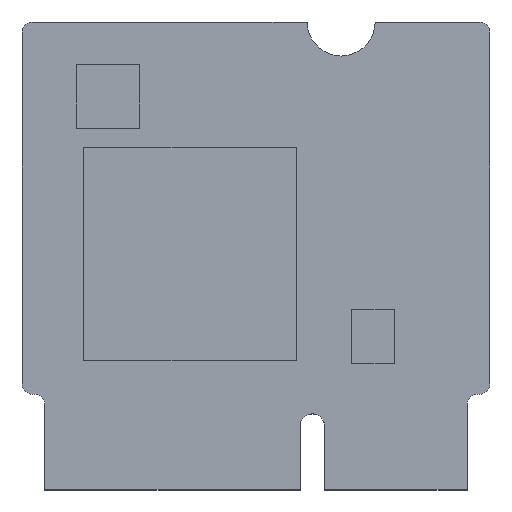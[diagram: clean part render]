
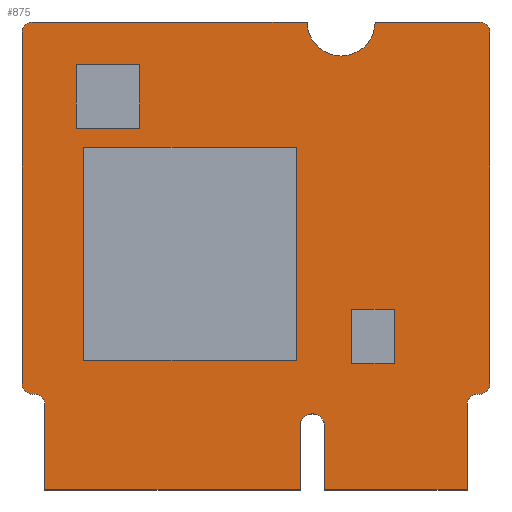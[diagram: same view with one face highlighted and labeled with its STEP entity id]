
A CAD part, top view. The second image highlights one B-rep face of the part: STEP entity #875.
In plain terms, the highlighted planar face has unit normal (0, 0, 1).
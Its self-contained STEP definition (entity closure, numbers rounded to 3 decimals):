
#15=FACE_BOUND('',#137,.T.);
#16=FACE_BOUND('',#138,.T.);
#17=FACE_BOUND('',#139,.T.);
#20=CIRCLE('',#917,0.5);
#22=CIRCLE('',#921,0.5);
#24=CIRCLE('',#925,1.6);
#26=CIRCLE('',#929,0.5);
#28=CIRCLE('',#933,0.5);
#30=CIRCLE('',#937,0.5);
#32=CIRCLE('',#943,0.575);
#34=CIRCLE('',#949,0.5);
#89=FACE_OUTER_BOUND('',#136,.T.);
#136=EDGE_LOOP('',(#731,#732,#733,#734,#735,#736,#737,#738,#739,#740,#741,
#742,#743,#744,#745,#746,#747,#748,#749,#750));
#137=EDGE_LOOP('',(#751,#752,#753,#754));
#138=EDGE_LOOP('',(#755,#756,#757,#758));
#139=EDGE_LOOP('',(#759,#760,#761,#762));
#167=LINE('',#1240,#271);
#171=LINE('',#1248,#275);
#174=LINE('',#1254,#278);
#177=LINE('',#1259,#281);
#179=LINE('',#1265,#283);
#183=LINE('',#1273,#287);
#186=LINE('',#1279,#290);
#189=LINE('',#1284,#293);
#191=LINE('',#1290,#295);
#195=LINE('',#1298,#299);
#198=LINE('',#1304,#302);
#201=LINE('',#1309,#305);
#205=LINE('',#1323,#309);
#209=LINE('',#1335,#313);
#213=LINE('',#1347,#317);
#217=LINE('',#1359,#321);
#221=LINE('',#1371,#325);
#225=LINE('',#1383,#329);
#228=LINE('',#1389,#332);
#231=LINE('',#1395,#335);
#235=LINE('',#1407,#339);
#238=LINE('',#1413,#342);
#241=LINE('',#1419,#345);
#245=LINE('',#1430,#349);
#271=VECTOR('',#1002,10.);
#275=VECTOR('',#1008,10.);
#278=VECTOR('',#1013,10.);
#281=VECTOR('',#1018,10.);
#283=VECTOR('',#1024,10.);
#287=VECTOR('',#1030,10.);
#290=VECTOR('',#1035,10.);
#293=VECTOR('',#1040,10.);
#295=VECTOR('',#1046,10.);
#299=VECTOR('',#1052,10.);
#302=VECTOR('',#1057,10.);
#305=VECTOR('',#1062,10.);
#309=VECTOR('',#1076,10.);
#313=VECTOR('',#1088,10.);
#317=VECTOR('',#1100,10.);
#321=VECTOR('',#1112,10.);
#325=VECTOR('',#1124,10.);
#329=VECTOR('',#1136,10.);
#332=VECTOR('',#1141,10.);
#335=VECTOR('',#1146,10.);
#339=VECTOR('',#1158,10.);
#342=VECTOR('',#1163,10.);
#345=VECTOR('',#1168,10.);
#349=VECTOR('',#1180,10.);
#367=VERTEX_POINT('',#1238);
#368=VERTEX_POINT('',#1239);
#371=VERTEX_POINT('',#1247);
#373=VERTEX_POINT('',#1253);
#375=VERTEX_POINT('',#1263);
#376=VERTEX_POINT('',#1264);
#379=VERTEX_POINT('',#1272);
#381=VERTEX_POINT('',#1278);
#383=VERTEX_POINT('',#1288);
#384=VERTEX_POINT('',#1289);
#387=VERTEX_POINT('',#1297);
#389=VERTEX_POINT('',#1303);
#391=VERTEX_POINT('',#1313);
#392=VERTEX_POINT('',#1314);
#395=VERTEX_POINT('',#1322);
#397=VERTEX_POINT('',#1328);
#399=VERTEX_POINT('',#1334);
#401=VERTEX_POINT('',#1340);
#403=VERTEX_POINT('',#1346);
#405=VERTEX_POINT('',#1352);
#407=VERTEX_POINT('',#1358);
#409=VERTEX_POINT('',#1364);
#411=VERTEX_POINT('',#1370);
#413=VERTEX_POINT('',#1376);
#415=VERTEX_POINT('',#1382);
#417=VERTEX_POINT('',#1388);
#419=VERTEX_POINT('',#1394);
#421=VERTEX_POINT('',#1400);
#423=VERTEX_POINT('',#1406);
#425=VERTEX_POINT('',#1412);
#427=VERTEX_POINT('',#1418);
#429=VERTEX_POINT('',#1424);
#455=EDGE_CURVE('',#367,#368,#167,.T.);
#459=EDGE_CURVE('',#368,#371,#171,.T.);
#462=EDGE_CURVE('',#371,#373,#174,.T.);
#465=EDGE_CURVE('',#373,#367,#177,.T.);
#467=EDGE_CURVE('',#375,#376,#179,.T.);
#471=EDGE_CURVE('',#376,#379,#183,.T.);
#474=EDGE_CURVE('',#379,#381,#186,.T.);
#477=EDGE_CURVE('',#381,#375,#189,.T.);
#479=EDGE_CURVE('',#383,#384,#191,.T.);
#483=EDGE_CURVE('',#384,#387,#195,.T.);
#486=EDGE_CURVE('',#387,#389,#198,.T.);
#489=EDGE_CURVE('',#389,#383,#201,.T.);
#491=EDGE_CURVE('',#391,#392,#20,.T.);
#495=EDGE_CURVE('',#395,#392,#205,.T.);
#498=EDGE_CURVE('',#395,#397,#22,.T.);
#501=EDGE_CURVE('',#399,#397,#209,.T.);
#504=EDGE_CURVE('',#401,#399,#24,.T.);
#507=EDGE_CURVE('',#403,#401,#213,.T.);
#510=EDGE_CURVE('',#403,#405,#26,.T.);
#513=EDGE_CURVE('',#405,#407,#217,.T.);
#516=EDGE_CURVE('',#407,#409,#28,.T.);
#519=EDGE_CURVE('',#409,#411,#221,.T.);
#522=EDGE_CURVE('',#413,#411,#30,.T.);
#525=EDGE_CURVE('',#415,#413,#225,.T.);
#528=EDGE_CURVE('',#415,#417,#228,.T.);
#531=EDGE_CURVE('',#417,#419,#231,.T.);
#534=EDGE_CURVE('',#421,#419,#32,.T.);
#537=EDGE_CURVE('',#423,#421,#235,.T.);
#540=EDGE_CURVE('',#425,#423,#238,.T.);
#543=EDGE_CURVE('',#425,#427,#241,.T.);
#546=EDGE_CURVE('',#429,#427,#34,.T.);
#549=EDGE_CURVE('',#429,#391,#245,.T.);
#731=ORIENTED_EDGE('',*,*,#549,.T.);
#732=ORIENTED_EDGE('',*,*,#491,.T.);
#733=ORIENTED_EDGE('',*,*,#495,.F.);
#734=ORIENTED_EDGE('',*,*,#498,.T.);
#735=ORIENTED_EDGE('',*,*,#501,.F.);
#736=ORIENTED_EDGE('',*,*,#504,.F.);
#737=ORIENTED_EDGE('',*,*,#507,.F.);
#738=ORIENTED_EDGE('',*,*,#510,.T.);
#739=ORIENTED_EDGE('',*,*,#513,.T.);
#740=ORIENTED_EDGE('',*,*,#516,.T.);
#741=ORIENTED_EDGE('',*,*,#519,.T.);
#742=ORIENTED_EDGE('',*,*,#522,.F.);
#743=ORIENTED_EDGE('',*,*,#525,.F.);
#744=ORIENTED_EDGE('',*,*,#528,.T.);
#745=ORIENTED_EDGE('',*,*,#531,.T.);
#746=ORIENTED_EDGE('',*,*,#534,.F.);
#747=ORIENTED_EDGE('',*,*,#537,.F.);
#748=ORIENTED_EDGE('',*,*,#540,.F.);
#749=ORIENTED_EDGE('',*,*,#543,.T.);
#750=ORIENTED_EDGE('',*,*,#546,.F.);
#751=ORIENTED_EDGE('',*,*,#455,.T.);
#752=ORIENTED_EDGE('',*,*,#459,.T.);
#753=ORIENTED_EDGE('',*,*,#462,.T.);
#754=ORIENTED_EDGE('',*,*,#465,.T.);
#755=ORIENTED_EDGE('',*,*,#467,.T.);
#756=ORIENTED_EDGE('',*,*,#471,.T.);
#757=ORIENTED_EDGE('',*,*,#474,.T.);
#758=ORIENTED_EDGE('',*,*,#477,.T.);
#759=ORIENTED_EDGE('',*,*,#479,.T.);
#760=ORIENTED_EDGE('',*,*,#483,.T.);
#761=ORIENTED_EDGE('',*,*,#486,.T.);
#762=ORIENTED_EDGE('',*,*,#489,.T.);
#828=PLANE('',#952);
#875=ADVANCED_FACE('',(#89,#15,#16,#17),#828,.T.);
#917=AXIS2_PLACEMENT_3D('',#1315,#1068,#1069);
#921=AXIS2_PLACEMENT_3D('',#1329,#1081,#1082);
#925=AXIS2_PLACEMENT_3D('',#1341,#1093,#1094);
#929=AXIS2_PLACEMENT_3D('',#1353,#1105,#1106);
#933=AXIS2_PLACEMENT_3D('',#1365,#1117,#1118);
#937=AXIS2_PLACEMENT_3D('',#1377,#1129,#1130);
#943=AXIS2_PLACEMENT_3D('',#1401,#1151,#1152);
#949=AXIS2_PLACEMENT_3D('',#1425,#1173,#1174);
#952=AXIS2_PLACEMENT_3D('',#1432,#1182,#1183);
#1002=DIRECTION('',(0.,1.,0.));
#1008=DIRECTION('',(1.,0.,0.));
#1013=DIRECTION('',(0.,-1.,0.));
#1018=DIRECTION('',(-1.,0.,0.));
#1024=DIRECTION('',(0.,1.,0.));
#1030=DIRECTION('',(1.,0.,0.));
#1035=DIRECTION('',(0.,-1.,0.));
#1040=DIRECTION('',(-1.,0.,0.));
#1046=DIRECTION('',(0.,1.,0.));
#1052=DIRECTION('',(1.,0.,0.));
#1057=DIRECTION('',(0.,-1.,0.));
#1062=DIRECTION('',(-1.,0.,0.));
#1068=DIRECTION('center_axis',(0.,0.,1.));
#1069=DIRECTION('ref_axis',(0.,-1.,0.));
#1076=DIRECTION('',(0.,-1.,0.));
#1081=DIRECTION('center_axis',(0.,0.,1.));
#1082=DIRECTION('ref_axis',(1.,0.,0.));
#1088=DIRECTION('',(1.,0.,0.));
#1093=DIRECTION('center_axis',(0.,0.,1.));
#1094=DIRECTION('ref_axis',(-1.,0.,0.));
#1100=DIRECTION('',(1.,0.,0.));
#1105=DIRECTION('center_axis',(0.,0.,1.));
#1106=DIRECTION('ref_axis',(0.,1.,0.));
#1112=DIRECTION('',(0.,-1.,0.));
#1117=DIRECTION('center_axis',(0.,0.,1.));
#1118=DIRECTION('ref_axis',(-1.,0.,0.));
#1124=DIRECTION('',(1.,0.,0.));
#1129=DIRECTION('center_axis',(0.,0.,1.));
#1130=DIRECTION('ref_axis',(1.,0.,0.));
#1136=DIRECTION('',(0.,1.,0.));
#1141=DIRECTION('',(1.,0.,0.));
#1146=DIRECTION('',(0.,1.,0.));
#1151=DIRECTION('center_axis',(0.,0.,1.));
#1152=DIRECTION('ref_axis',(1.,0.,0.));
#1158=DIRECTION('',(0.,1.,0.));
#1163=DIRECTION('',(-1.,0.,0.));
#1168=DIRECTION('',(0.,1.,0.));
#1173=DIRECTION('center_axis',(0.,0.,1.));
#1174=DIRECTION('ref_axis',(0.,1.,0.));
#1180=DIRECTION('',(1.,0.,0.));
#1182=DIRECTION('center_axis',(0.,0.,1.));
#1183=DIRECTION('ref_axis',(1.,0.,0.));
#1238=CARTESIAN_POINT('',(15.5,5.96,0.));
#1239=CARTESIAN_POINT('',(15.5,8.5,0.));
#1240=CARTESIAN_POINT('',(15.5,9.75,0.));
#1247=CARTESIAN_POINT('',(17.5,8.5,0.));
#1248=CARTESIAN_POINT('',(14.25,8.5,0.));
#1253=CARTESIAN_POINT('',(17.5,5.96,0.));
#1254=CARTESIAN_POINT('',(17.5,8.48,0.));
#1259=CARTESIAN_POINT('',(13.25,5.96,0.));
#1263=CARTESIAN_POINT('',(2.54,17.,0.));
#1264=CARTESIAN_POINT('',(2.54,20.,0.));
#1265=CARTESIAN_POINT('',(2.54,15.5,0.));
#1272=CARTESIAN_POINT('',(5.54,20.,0.));
#1273=CARTESIAN_POINT('',(8.27,20.,0.));
#1278=CARTESIAN_POINT('',(5.54,17.,0.));
#1279=CARTESIAN_POINT('',(5.54,14.,0.));
#1284=CARTESIAN_POINT('',(6.77,17.,0.));
#1288=CARTESIAN_POINT('',(2.9,6.1,0.));
#1289=CARTESIAN_POINT('',(2.9,16.1,0.));
#1290=CARTESIAN_POINT('',(2.9,13.55,0.));
#1297=CARTESIAN_POINT('',(12.9,16.1,0.));
#1298=CARTESIAN_POINT('',(11.95,16.1,0.));
#1303=CARTESIAN_POINT('',(12.9,6.1,0.));
#1304=CARTESIAN_POINT('',(12.9,8.55,0.));
#1309=CARTESIAN_POINT('',(6.95,6.1,0.));
#1313=CARTESIAN_POINT('',(21.5,4.5,0.));
#1314=CARTESIAN_POINT('',(22.,5.,0.));
#1315=CARTESIAN_POINT('Origin',(21.5,5.,0.));
#1322=CARTESIAN_POINT('',(22.,21.5,0.));
#1323=CARTESIAN_POINT('',(22.,21.5,0.));
#1328=CARTESIAN_POINT('',(21.5,22.,0.));
#1329=CARTESIAN_POINT('Origin',(21.5,21.5,0.));
#1334=CARTESIAN_POINT('',(16.6,22.,0.));
#1335=CARTESIAN_POINT('',(16.6,22.,0.));
#1340=CARTESIAN_POINT('',(13.4,22.,0.));
#1341=CARTESIAN_POINT('Origin',(15.,22.,0.));
#1346=CARTESIAN_POINT('',(0.5,22.,0.));
#1347=CARTESIAN_POINT('',(0.5,22.,0.));
#1352=CARTESIAN_POINT('',(0.,21.5,0.));
#1353=CARTESIAN_POINT('Origin',(0.5,21.5,0.));
#1358=CARTESIAN_POINT('',(0.,5.,0.));
#1359=CARTESIAN_POINT('',(0.,21.5,0.));
#1364=CARTESIAN_POINT('',(0.5,4.5,0.));
#1365=CARTESIAN_POINT('Origin',(0.5,5.,0.));
#1370=CARTESIAN_POINT('',(0.575,4.5,0.));
#1371=CARTESIAN_POINT('',(0.5,4.5,0.));
#1376=CARTESIAN_POINT('',(1.075,4.,0.));
#1377=CARTESIAN_POINT('Origin',(0.575,4.,0.));
#1382=CARTESIAN_POINT('',(1.075,0.,0.));
#1383=CARTESIAN_POINT('',(1.075,0.,0.));
#1388=CARTESIAN_POINT('',(13.075,0.,0.));
#1389=CARTESIAN_POINT('',(1.075,0.,0.));
#1394=CARTESIAN_POINT('',(13.075,3.,0.));
#1395=CARTESIAN_POINT('',(13.075,0.,0.));
#1400=CARTESIAN_POINT('',(14.225,3.,0.));
#1401=CARTESIAN_POINT('Origin',(13.65,3.,0.));
#1406=CARTESIAN_POINT('',(14.225,0.,0.));
#1407=CARTESIAN_POINT('',(14.225,0.,0.));
#1412=CARTESIAN_POINT('',(20.925,0.,0.));
#1413=CARTESIAN_POINT('',(20.925,0.,0.));
#1418=CARTESIAN_POINT('',(20.925,4.,0.));
#1419=CARTESIAN_POINT('',(20.925,0.,0.));
#1424=CARTESIAN_POINT('',(21.425,4.5,0.));
#1425=CARTESIAN_POINT('Origin',(21.425,4.,0.));
#1430=CARTESIAN_POINT('',(21.425,4.5,0.));
#1432=CARTESIAN_POINT('Origin',(11.,11.,0.));
